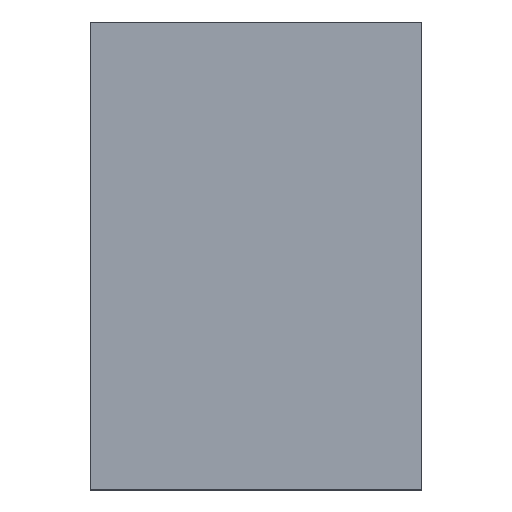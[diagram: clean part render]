
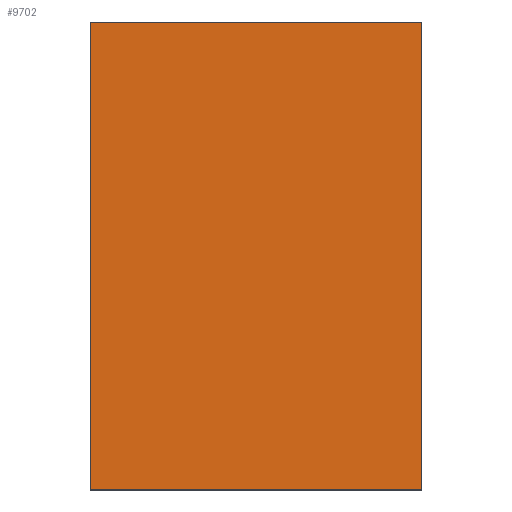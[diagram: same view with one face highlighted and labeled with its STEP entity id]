
A CAD part, top view. The second image highlights one B-rep face of the part: STEP entity #9702.
In plain terms, the highlighted planar face has unit normal (0, 0, 1).
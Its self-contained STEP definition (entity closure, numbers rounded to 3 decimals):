
#816=FACE_OUTER_BOUND('',#1365,.T.);
#1365=EDGE_LOOP('',(#8277,#8278,#8279,#8280));
#2532=LINE('',#15404,#3712);
#2538=LINE('',#15416,#3718);
#2539=LINE('',#15418,#3719);
#2540=LINE('',#15419,#3720);
#3712=VECTOR('',#12769,10.);
#3718=VECTOR('',#12777,10.);
#3719=VECTOR('',#12780,10.);
#3720=VECTOR('',#12781,10.);
#4525=VERTEX_POINT('',#15400);
#4527=VERTEX_POINT('',#15403);
#4530=VERTEX_POINT('',#15410);
#4532=VERTEX_POINT('',#15414);
#5780=EDGE_CURVE('',#4527,#4525,#2532,.T.);
#5786=EDGE_CURVE('',#4530,#4532,#2538,.T.);
#5787=EDGE_CURVE('',#4530,#4525,#2539,.T.);
#5788=EDGE_CURVE('',#4527,#4532,#2540,.T.);
#8277=ORIENTED_EDGE('',*,*,#5780,.T.);
#8278=ORIENTED_EDGE('',*,*,#5787,.F.);
#8279=ORIENTED_EDGE('',*,*,#5786,.T.);
#8280=ORIENTED_EDGE('',*,*,#5788,.F.);
#8793=PLANE('',#10395);
#9702=ADVANCED_FACE('',(#816),#8793,.T.);
#10395=AXIS2_PLACEMENT_3D('',#15417,#12778,#12779);
#12769=DIRECTION('',(0.,1.,0.));
#12777=DIRECTION('',(0.,-1.,0.));
#12778=DIRECTION('center_axis',(0.,0.,1.));
#12779=DIRECTION('ref_axis',(1.,0.,0.));
#12780=DIRECTION('',(1.,0.,0.));
#12781=DIRECTION('',(-1.,0.,0.));
#15400=CARTESIAN_POINT('',(150.5,-83.5,4.65));
#15403=CARTESIAN_POINT('',(150.5,-107.5,4.65));
#15404=CARTESIAN_POINT('',(150.5,-101.5,4.65));
#15410=CARTESIAN_POINT('',(133.5,-83.5,4.65));
#15414=CARTESIAN_POINT('',(133.5,-107.5,4.65));
#15416=CARTESIAN_POINT('',(133.5,-89.5,4.65));
#15417=CARTESIAN_POINT('Origin',(142.,-95.5,4.65));
#15418=CARTESIAN_POINT('',(146.25,-83.5,4.65));
#15419=CARTESIAN_POINT('',(137.75,-107.5,4.65));
